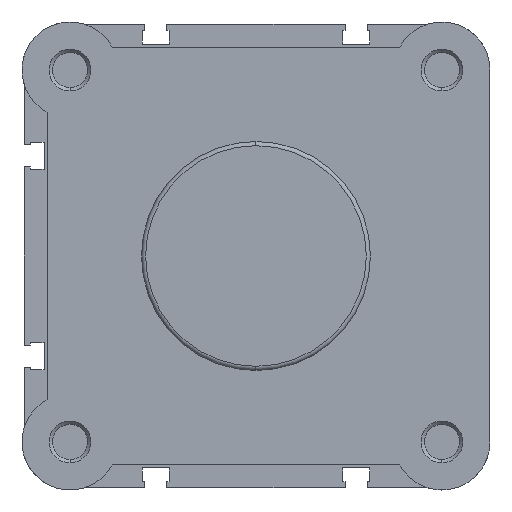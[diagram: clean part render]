
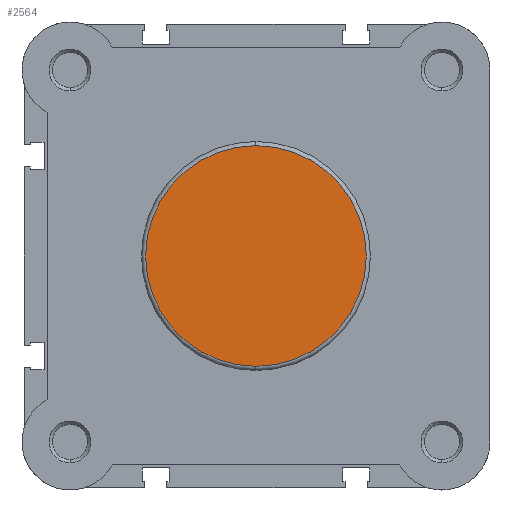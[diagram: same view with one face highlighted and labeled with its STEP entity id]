
A CAD part, left-side view. The second image highlights one B-rep face of the part: STEP entity #2564.
In plain terms, the highlighted planar face has unit normal (-1, 0, 0).
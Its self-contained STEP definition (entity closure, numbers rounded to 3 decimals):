
#66 = AXIS2_PLACEMENT_3D ( 'NONE', #4882, #4883, #4884 ) ;
#99 = AXIS2_PLACEMENT_3D ( 'NONE', #5033, #5040, #5041 ) ;
#827 = FACE_OUTER_BOUND ( 'NONE', #2409, .T. ) ;
#1562 = CIRCLE ( 'NONE', #66, 26.4 ) ;
#1650 = CIRCLE ( 'NONE', #99, 26.4 ) ;
#1954 = ORIENTED_EDGE ( 'NONE', *, *, #6224, .T. ) ;
#1955 = ORIENTED_EDGE ( 'NONE', *, *, #6286, .T. ) ;
#2409 = EDGE_LOOP ( 'NONE', ( #1955, #1954 ) ) ;
#2564 = ADVANCED_FACE ( 'NONE', ( #827 ), #3534, .F. ) ;
#2969 = VERTEX_POINT ( 'NONE', #4195 ) ;
#2970 = VERTEX_POINT ( 'NONE', #4196 ) ;
#3534 = PLANE ( 'NONE',  #6602 ) ;
#3537 = CARTESIAN_POINT ( 'NONE',  ( 0., 27.4, 0. ) ) ;
#3543 = DIRECTION ( 'NONE',  ( 1., 0., 0. ) ) ;
#3544 = DIRECTION ( 'NONE',  ( 0., 0., -1. ) ) ;
#4195 = CARTESIAN_POINT ( 'NONE',  ( 0., 0., 26.4 ) ) ;
#4196 = CARTESIAN_POINT ( 'NONE',  ( 0., 0., -26.4 ) ) ;
#4882 = CARTESIAN_POINT ( 'NONE',  ( 0., 0., 0. ) ) ;
#4883 = DIRECTION ( 'NONE',  ( -1., 0., 0. ) ) ;
#4884 = DIRECTION ( 'NONE',  ( 0., 0., -1. ) ) ;
#5033 = CARTESIAN_POINT ( 'NONE',  ( 0., 0., 0. ) ) ;
#5040 = DIRECTION ( 'NONE',  ( -1., 0., 0. ) ) ;
#5041 = DIRECTION ( 'NONE',  ( 0., 0., -1. ) ) ;
#6224 = EDGE_CURVE ( 'NONE', #2969, #2970, #1562, .T. ) ;
#6286 = EDGE_CURVE ( 'NONE', #2970, #2969, #1650, .T. ) ;
#6602 = AXIS2_PLACEMENT_3D ( 'NONE', #3537, #3543, #3544 ) ;
